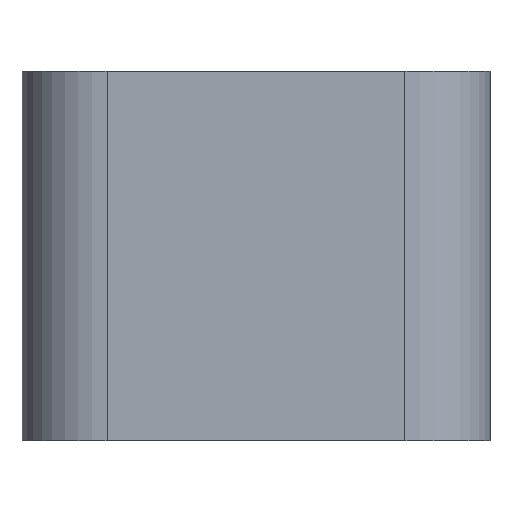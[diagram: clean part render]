
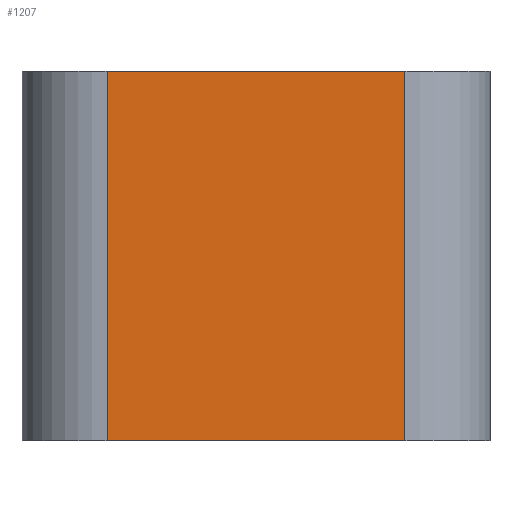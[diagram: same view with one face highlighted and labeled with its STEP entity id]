
A CAD part, front view. The second image highlights one B-rep face of the part: STEP entity #1207.
In plain terms, the highlighted planar face has unit normal (0, -1, 0).
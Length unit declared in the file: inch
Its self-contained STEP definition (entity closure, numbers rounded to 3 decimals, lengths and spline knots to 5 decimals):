
#6 = VECTOR ( 'NONE', #2077, 39.37008 ) ;
#36 = PLANE ( 'NONE',  #789 ) ;
#37 = EDGE_CURVE ( 'NONE', #1342, #62, #2258, .T. ) ;
#48 = DIRECTION ( 'NONE',  ( -1., 0., 0. ) ) ;
#62 = VERTEX_POINT ( 'NONE', #484 ) ;
#174 = CARTESIAN_POINT ( 'NONE',  ( -0.8125, -0.75, 0. ) ) ;
#276 = FACE_OUTER_BOUND ( 'NONE', #1654, .T. ) ;
#287 = DIRECTION ( 'NONE',  ( -1., 0., 0. ) ) ;
#304 = DIRECTION ( 'NONE',  ( 1., 0., 0. ) ) ;
#453 = DIRECTION ( 'NONE',  ( 0., 1., 0. ) ) ;
#471 = ORIENTED_EDGE ( 'NONE', *, *, #1384, .T. ) ;
#484 = CARTESIAN_POINT ( 'NONE',  ( 0.0625, -0.75, 1.0845 ) ) ;
#488 = CARTESIAN_POINT ( 'NONE',  ( -1.0625, -0.75, 1.0845 ) ) ;
#527 = VECTOR ( 'NONE', #287, 39.37008 ) ;
#580 = EDGE_CURVE ( 'NONE', #756, #1156, #2119, .T. ) ;
#623 = CARTESIAN_POINT ( 'NONE',  ( 0.0625, -0.75, 0.125 ) ) ;
#755 = CARTESIAN_POINT ( 'NONE',  ( 0.3125, -0.75, 0.125 ) ) ;
#756 = VERTEX_POINT ( 'NONE', #1090 ) ;
#789 = AXIS2_PLACEMENT_3D ( 'NONE', #755, #453, #48 ) ;
#1090 = CARTESIAN_POINT ( 'NONE',  ( -0.8125, -0.75, 1.0845 ) ) ;
#1156 = VERTEX_POINT ( 'NONE', #174 ) ;
#1207 = ADVANCED_FACE ( 'NONE', ( #276 ), #36, .F. ) ;
#1240 = ORIENTED_EDGE ( 'NONE', *, *, #2335, .T. ) ;
#1342 = VERTEX_POINT ( 'NONE', #1598 ) ;
#1384 = EDGE_CURVE ( 'NONE', #62, #756, #1399, .T. ) ;
#1393 = CARTESIAN_POINT ( 'NONE',  ( 0.3125, -0.75, 0. ) ) ;
#1399 = LINE ( 'NONE', #488, #527 ) ;
#1413 = CARTESIAN_POINT ( 'NONE',  ( -0.8125, -0.75, 0.125 ) ) ;
#1598 = CARTESIAN_POINT ( 'NONE',  ( 0.0625, -0.75, 0. ) ) ;
#1654 = EDGE_LOOP ( 'NONE', ( #1240, #2076, #471, #1811 ) ) ;
#1811 = ORIENTED_EDGE ( 'NONE', *, *, #580, .T. ) ;
#1936 = LINE ( 'NONE', #1393, #2234 ) ;
#1948 = DIRECTION ( 'NONE',  ( 0., 0., -1. ) ) ;
#2076 = ORIENTED_EDGE ( 'NONE', *, *, #37, .T. ) ;
#2077 = DIRECTION ( 'NONE',  ( 0., 0., 1. ) ) ;
#2095 = VECTOR ( 'NONE', #1948, 39.37008 ) ;
#2119 = LINE ( 'NONE', #1413, #2095 ) ;
#2234 = VECTOR ( 'NONE', #304, 39.37008 ) ;
#2258 = LINE ( 'NONE', #623, #6 ) ;
#2335 = EDGE_CURVE ( 'NONE', #1156, #1342, #1936, .T. ) ;
